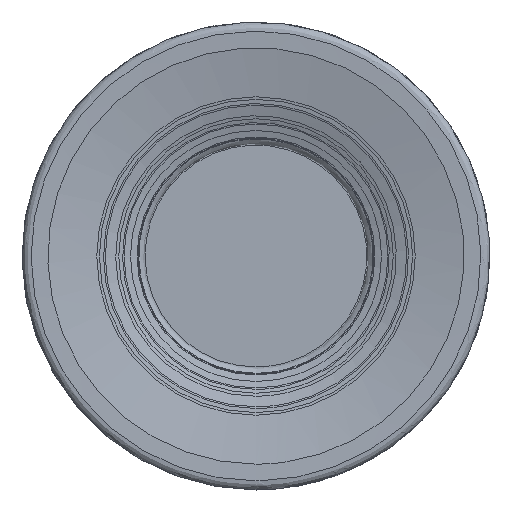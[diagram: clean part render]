
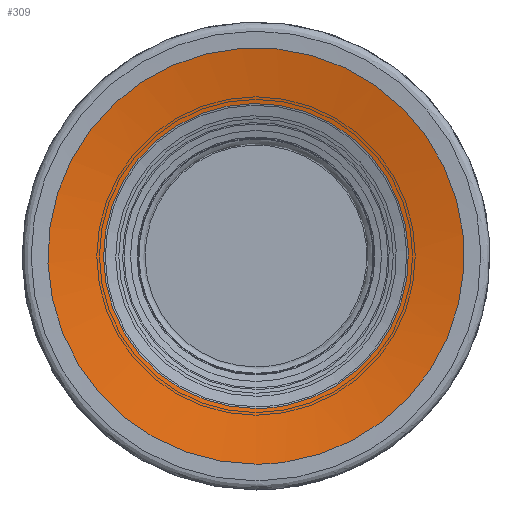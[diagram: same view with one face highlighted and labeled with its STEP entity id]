
A CAD part, left-side view. The second image highlights one B-rep face of the part: STEP entity #309.
In plain terms, the highlighted face is a revolution surface.
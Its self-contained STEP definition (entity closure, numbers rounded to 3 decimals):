
#53=SURFACE_OF_REVOLUTION('',#83,#73);
#73=AXIS1_PLACEMENT('',#1044,#899);
#83=LINE('',#1043,#93);
#93=VECTOR('',#898,4.962);
#309=ADVANCED_FACE('',(#391,#392),#53,.T.);
#391=FACE_BOUND('',#469,.T.);
#392=FACE_BOUND('',#470,.T.);
#469=EDGE_LOOP('',(#547));
#470=EDGE_LOOP('',(#548));
#547=ORIENTED_EDGE('',*,*,#608,.F.);
#548=ORIENTED_EDGE('',*,*,#626,.T.);
#569=VERTEX_POINT('',#962);
#587=VERTEX_POINT('',#1040);
#608=EDGE_CURVE('',#569,#569,#647,.T.);
#626=EDGE_CURVE('',#587,#587,#665,.T.);
#647=CIRCLE('',#707,17.798);
#665=CIRCLE('',#733,13.038);
#707=AXIS2_PLACEMENT_3D('',#961,#816,#817);
#733=AXIS2_PLACEMENT_3D('',#1039,#894,#895);
#816=DIRECTION('',(1.,0.,0.));
#817=DIRECTION('',(0.,0.,-1.));
#894=DIRECTION('',(1.,0.,0.));
#895=DIRECTION('',(0.,0.,-1.));
#898=DIRECTION('',(-0.185,-0.969,-0.162));
#899=DIRECTION('',(1.,0.,0.));
#961=CARTESIAN_POINT('',(0.09,0.,0.));
#962=CARTESIAN_POINT('',(0.09,0.,-17.798));
#1039=CARTESIAN_POINT('',(1.007,0.,0.));
#1040=CARTESIAN_POINT('',(1.007,0.,-13.038));
#1043=CARTESIAN_POINT('',(1.007,-12.985,1.174));
#1044=CARTESIAN_POINT('',(14.129,0.,0.));
